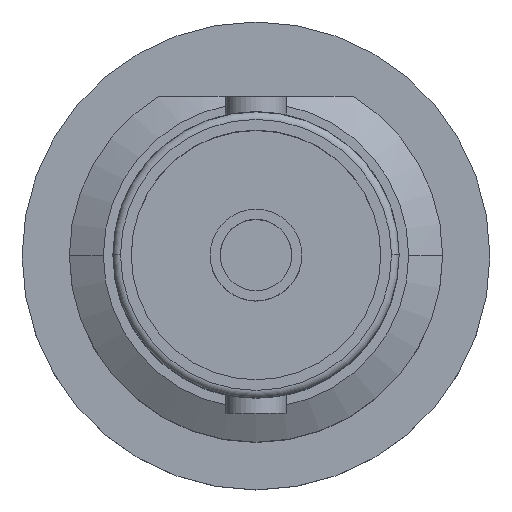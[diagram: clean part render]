
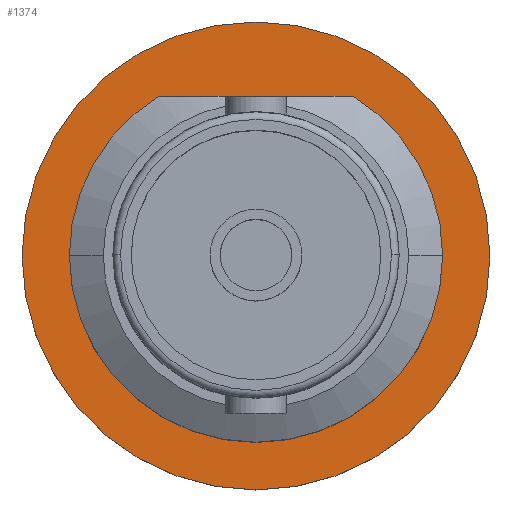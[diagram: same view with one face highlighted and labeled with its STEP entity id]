
A CAD part, top view. The second image highlights one B-rep face of the part: STEP entity #1374.
In plain terms, the highlighted planar face has unit normal (0, 0, 1).
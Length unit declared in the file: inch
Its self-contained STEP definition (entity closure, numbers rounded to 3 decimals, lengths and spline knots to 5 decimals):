
#72 = VERTEX_POINT ( 'NONE', #1471 ) ;
#74 = EDGE_CURVE ( 'NONE', #72, #75, #1470, .T. ) ;
#75 = VERTEX_POINT ( 'NONE', #1465 ) ;
#86 = VERTEX_POINT ( 'NONE', #1443 ) ;
#87 = VERTEX_POINT ( 'NONE', #1442 ) ;
#89 = EDGE_CURVE ( 'NONE', #87, #86, #1718, .T. ) ;
#1374 = ADVANCED_FACE ( 'Face1', ( #3968, #3967 ), #3966, .T. ) ;
#1375 = EDGE_LOOP ( 'NONE', ( #1376, #1377 ) ) ;
#1376 = ORIENTED_EDGE ( 'NONE', *, *, #89, .T. ) ;
#1377 = ORIENTED_EDGE ( 'NONE', *, *, #1378, .T. ) ;
#1378 = EDGE_CURVE ( 'NONE', #86, #87, #3938, .T. ) ;
#1379 = EDGE_LOOP ( 'NONE', ( #1380, #1382 ) ) ;
#1380 = ORIENTED_EDGE ( 'NONE', *, *, #1381, .F. ) ;
#1381 = EDGE_CURVE ( 'NONE', #75, #72, #3933, .T. ) ;
#1382 = ORIENTED_EDGE ( 'NONE', *, *, #74, .F. ) ;
#1442 = CARTESIAN_POINT ( 'NONE',  ( 0.3065, 0., -0.123 ) ) ;
#1443 = CARTESIAN_POINT ( 'NONE',  ( -0.3065, 0., -0.123 ) ) ;
#1465 = CARTESIAN_POINT ( 'NONE',  ( -0.2, 0., -0.123 ) ) ;
#1466 = DIRECTION ( 'NONE',  ( 1., 0., 0. ) ) ;
#1467 = DIRECTION ( 'NONE',  ( 0., 0., 1. ) ) ;
#1468 = CARTESIAN_POINT ( 'NONE',  ( 0., 0., -0.123 ) ) ;
#1469 = AXIS2_PLACEMENT_3D ( 'NONE', #1468, #1467, #1466 ) ;
#1470 = CIRCLE ( 'NONE', #1469, 0.2 ) ;
#1471 = CARTESIAN_POINT ( 'NONE',  ( 0.2, 0., -0.123 ) ) ;
#1716 = CARTESIAN_POINT ( 'NONE',  ( 0., 0., -0.123 ) ) ;
#1717 = AXIS2_PLACEMENT_3D ( 'NONE', #1716, #1826, #1825 ) ;
#1718 = CIRCLE ( 'NONE', #1717, 0.3065 ) ;
#1825 = DIRECTION ( 'NONE',  ( 1., 0., 0. ) ) ;
#1826 = DIRECTION ( 'NONE',  ( 0., 0., 1. ) ) ;
#3929 = DIRECTION ( 'NONE',  ( 1., 0., 0. ) ) ;
#3930 = DIRECTION ( 'NONE',  ( 0., 0., 1. ) ) ;
#3931 = CARTESIAN_POINT ( 'NONE',  ( 0., 0., -0.123 ) ) ;
#3932 = AXIS2_PLACEMENT_3D ( 'NONE', #3931, #3930, #3929 ) ;
#3933 = CIRCLE ( 'NONE', #3932, 0.2 ) ;
#3934 = DIRECTION ( 'NONE',  ( 1., 0., 0. ) ) ;
#3935 = DIRECTION ( 'NONE',  ( 0., 0., 1. ) ) ;
#3936 = CARTESIAN_POINT ( 'NONE',  ( 0., 0., -0.123 ) ) ;
#3937 = AXIS2_PLACEMENT_3D ( 'NONE', #3936, #3935, #3934 ) ;
#3938 = CIRCLE ( 'NONE', #3937, 0.3065 ) ;
#3962 = DIRECTION ( 'NONE',  ( 1., 0., 0. ) ) ;
#3963 = DIRECTION ( 'NONE',  ( 0., 0., 1. ) ) ;
#3964 = CARTESIAN_POINT ( 'NONE',  ( 0.1875, 0., -0.123 ) ) ;
#3965 = AXIS2_PLACEMENT_3D ( 'NONE', #3964, #3963, #3962 ) ;
#3966 = PLANE ( 'NONE',  #3965 ) ;
#3967 = FACE_BOUND ( 'NONE', #1379, .T. ) ;
#3968 = FACE_OUTER_BOUND ( 'NONE', #1375, .T. ) ;
